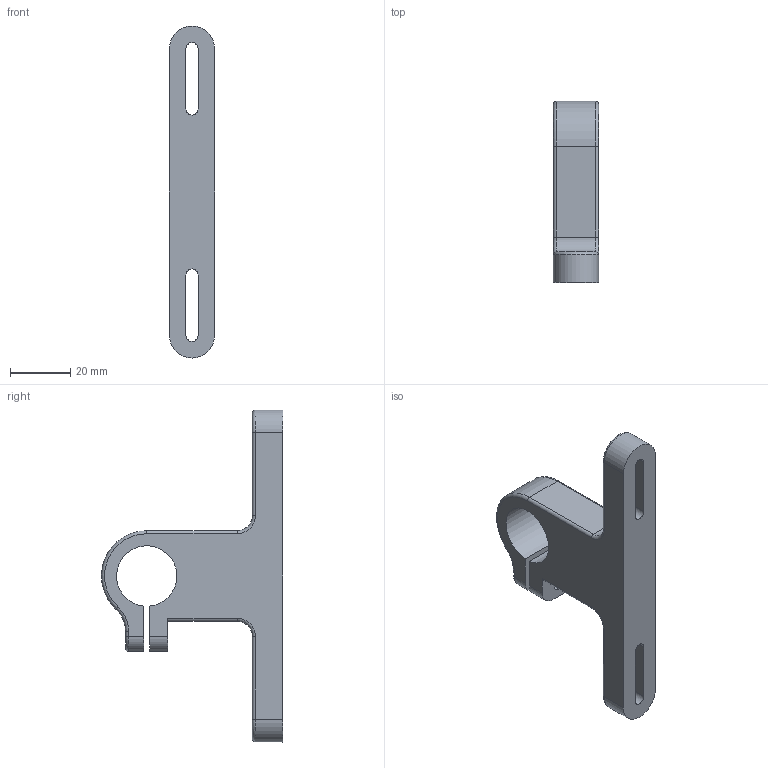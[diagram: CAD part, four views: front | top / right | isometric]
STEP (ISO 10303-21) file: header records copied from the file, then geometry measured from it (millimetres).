
FILE_DESCRIPTION(/* description */ (''),/* implementation_level */ '2;1');
FILE_NAME(/* name */ 'fixation.step',/* time_stamp */ '2021-06-13T12:37:25+02:00',/* author */ (''),/* organization */ (''),/* preprocessor_version */ 'ST-DEVELOPER v18.1',/* originating_system */ 'Autodesk Translation Framework v10.9.0.1377',/* authorisation */ '');
FILE_SCHEMA (('AUTOMOTIVE_DESIGN { 1 0 10303 214 3 1 1 }'));
Length unit declared in the file: millimetre
Products named in the file (1): fixation_final
Bounding box: 15 x 59.99 x 110 mm (x, y, z)
Volume: 30566.1 mm3; surface area: 11562.2 mm2
Topology: 1 solids, 1 shells, 68 faces, 170 edges, 106 vertices
Faces by surface type: cylinder 33, plane 23, torus 10, bspline 2
Full cylindrical faces by diameter (mm): 4 x2
Entity records: 2195 total; most frequent: CARTESIAN_POINT 455, DIRECTION 382, ORIENTED_EDGE 340, EDGE_CURVE 170, AXIS2_PLACEMENT_3D 146, VERTEX_POINT 106, LINE 90, VECTOR 90
